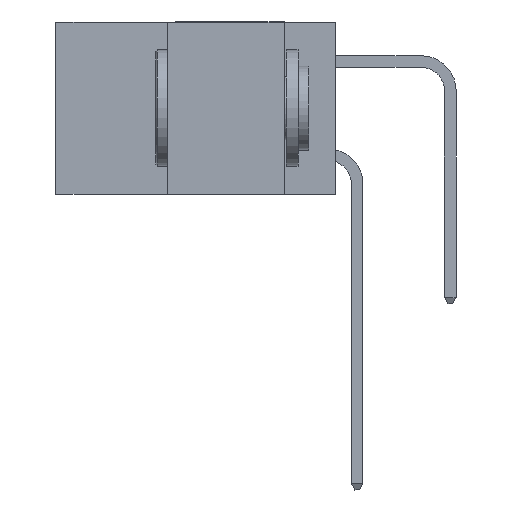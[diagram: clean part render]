
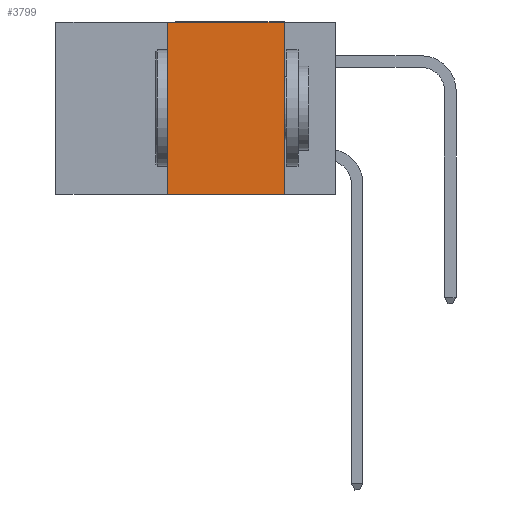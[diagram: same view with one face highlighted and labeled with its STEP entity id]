
A CAD part, left-side view. The second image highlights one B-rep face of the part: STEP entity #3799.
In plain terms, the highlighted planar face has unit normal (-1, 0, 0).
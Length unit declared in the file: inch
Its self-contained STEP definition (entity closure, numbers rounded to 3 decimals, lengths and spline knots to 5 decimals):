
#223 = ORIENTED_EDGE ( 'NONE', *, *, #7224, .F. ) ;
#405 = CARTESIAN_POINT ( 'NONE',  ( 0., 0.6, 0. ) ) ;
#1749 = CARTESIAN_POINT ( 'NONE',  ( 0., 0.11, -0.37 ) ) ;
#1846 = ORIENTED_EDGE ( 'NONE', *, *, #7993, .T. ) ;
#2619 = VERTEX_POINT ( 'NONE', #5427 ) ;
#2784 = CARTESIAN_POINT ( 'NONE',  ( 0., 0.36, 0. ) ) ;
#3301 = ORIENTED_EDGE ( 'NONE', *, *, #10419, .F. ) ;
#3377 = FACE_OUTER_BOUND ( 'NONE', #3939, .T. ) ;
#3421 = LINE ( 'NONE', #6459, #10225 ) ;
#3617 = ORIENTED_EDGE ( 'NONE', *, *, #9124, .F. ) ;
#3799 = ADVANCED_FACE ( 'NONE', ( #3377 ), #6001, .F. ) ;
#3939 = EDGE_LOOP ( 'NONE', ( #3301, #3617, #223, #1846 ) ) ;
#4060 = VECTOR ( 'NONE', #5238, 39.37008 ) ;
#4207 = DIRECTION ( 'NONE',  ( 0., 0., 1. ) ) ;
#4490 = CARTESIAN_POINT ( 'NONE',  ( 0., 0.36, 0. ) ) ;
#5238 = DIRECTION ( 'NONE',  ( 0., -1., 0. ) ) ;
#5298 = AXIS2_PLACEMENT_3D ( 'NONE', #6013, #5975, #5966 ) ;
#5414 = LINE ( 'NONE', #4490, #9566 ) ;
#5427 = CARTESIAN_POINT ( 'NONE',  ( 0., 0.11, 0. ) ) ;
#5966 = DIRECTION ( 'NONE',  ( 0., 0., -1. ) ) ;
#5975 = DIRECTION ( 'NONE',  ( 1., 0., 0. ) ) ;
#6001 = PLANE ( 'NONE',  #5298 ) ;
#6013 = CARTESIAN_POINT ( 'NONE',  ( 0., 0.6, 0. ) ) ;
#6142 = CARTESIAN_POINT ( 'NONE',  ( 0., 0.6, -0.37 ) ) ;
#6217 = VERTEX_POINT ( 'NONE', #2784 ) ;
#6459 = CARTESIAN_POINT ( 'NONE',  ( 0., 0.11, 0. ) ) ;
#6467 = LINE ( 'NONE', #405, #4060 ) ;
#6476 = VECTOR ( 'NONE', #6999, 39.37008 ) ;
#6999 = DIRECTION ( 'NONE',  ( 0., -1., 0. ) ) ;
#7224 = EDGE_CURVE ( 'NONE', #10693, #6217, #5414, .T. ) ;
#7448 = CARTESIAN_POINT ( 'NONE',  ( 0., 0.36, -0.37 ) ) ;
#7777 = VERTEX_POINT ( 'NONE', #1749 ) ;
#7993 = EDGE_CURVE ( 'NONE', #10693, #7777, #10722, .T. ) ;
#9124 = EDGE_CURVE ( 'NONE', #6217, #2619, #6467, .T. ) ;
#9566 = VECTOR ( 'NONE', #4207, 39.37008 ) ;
#9711 = DIRECTION ( 'NONE',  ( 0., 0., -1. ) ) ;
#10225 = VECTOR ( 'NONE', #9711, 39.37008 ) ;
#10419 = EDGE_CURVE ( 'NONE', #2619, #7777, #3421, .T. ) ;
#10693 = VERTEX_POINT ( 'NONE', #7448 ) ;
#10722 = LINE ( 'NONE', #6142, #6476 ) ;
